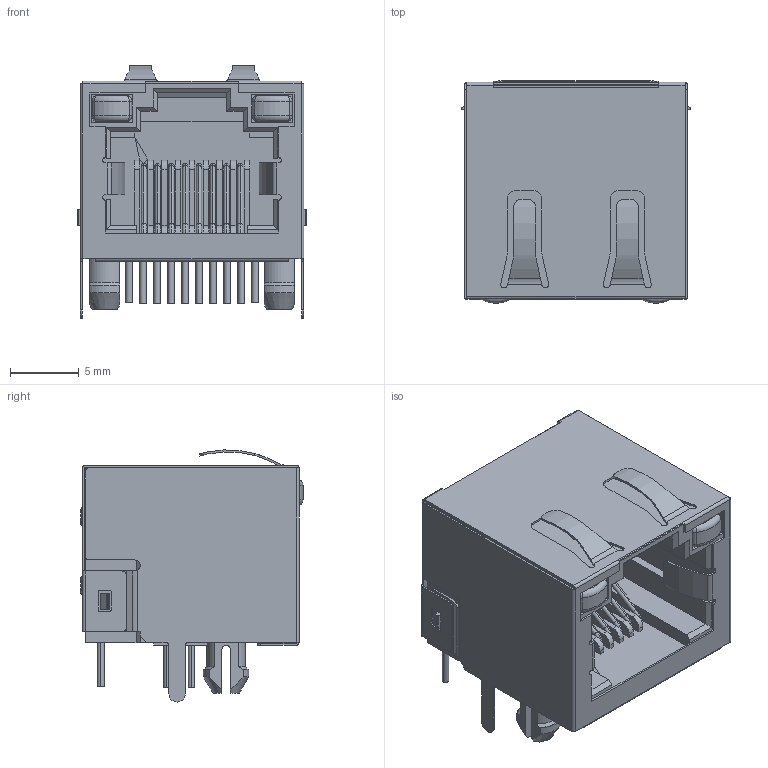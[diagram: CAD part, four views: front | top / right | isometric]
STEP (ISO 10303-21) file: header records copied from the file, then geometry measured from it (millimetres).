
FILE_DESCRIPTION((''),'2;1');
FILE_NAME('RJ45-TH_RJHSE5384','2022-12-01T11:30:54',('win'),(''),'CREO PARAMETRIC BY PTC INC, 2020033','CREO PARAMETRIC BY PTC INC, 2020033','');
FILE_SCHEMA(('AUTOMOTIVE_DESIGN { 1 0 10303 214 1 1 1 1 }'));
Length unit declared in the file: millimetre
Products named in the file (1): RJ45-TH_RJHSE5384
Bounding box: 16.6 x 16.14 x 18.33 mm (x, y, z)
Volume: 1737.3 mm3; surface area: 4647.1 mm2
Topology: 2 solids, 2 shells, 786 faces, 2111 edges, 1366 vertices
Faces by surface type: plane 418, cylinder 227, extrusion 73, torus 52, cone 8, sphere 8
Entity records: 29926 total; most frequent: CARTESIAN_POINT 5567, ORIENTED_EDGE 4222, DIRECTION 3892, EDGE_CURVE 2111, VECTOR 1458, LINE 1385, VERTEX_POINT 1366, AXIS2_PLACEMENT_3D 1217
